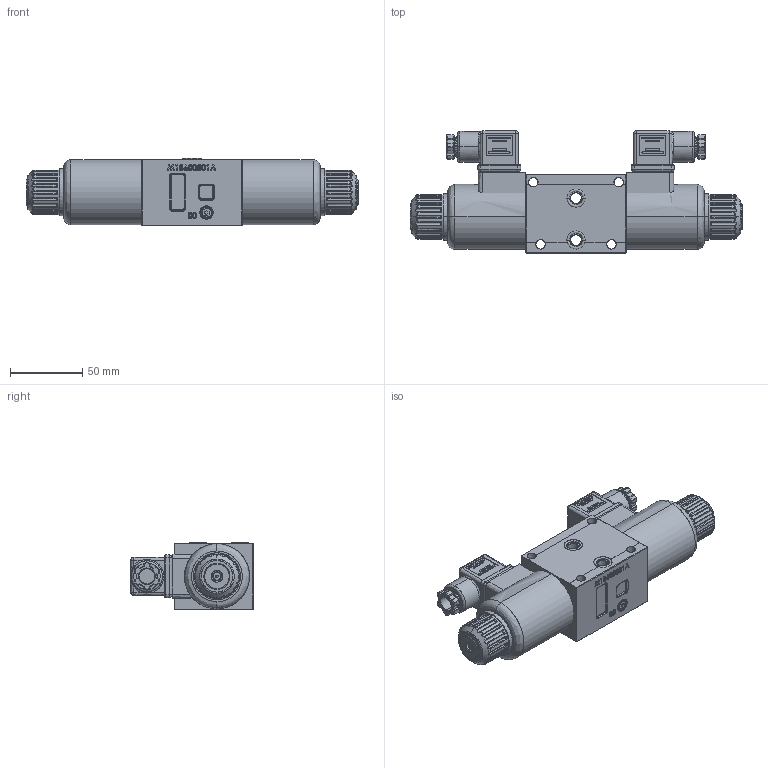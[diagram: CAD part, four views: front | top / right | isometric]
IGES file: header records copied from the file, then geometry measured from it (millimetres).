
Start section: SolidWorks IGES file using analytic representation for surfaces
Global section: file name: CD3GE--C-002.igs; native system: SolidWorks 2012; preprocessor: SolidWorks 2012; author: serviziopdm; date: 131009.231059; units: millimetre
Bounding box: 229.5 x 84.5 x 46.43 mm (x, y, z)
Surface area: 67206.7 mm2 (no closed solid volume)
Topology: 0 solids, 0 shells, 1078 faces, 13200 edges, 13130 vertices
Faces by surface type: revolution 568, bspline 510
